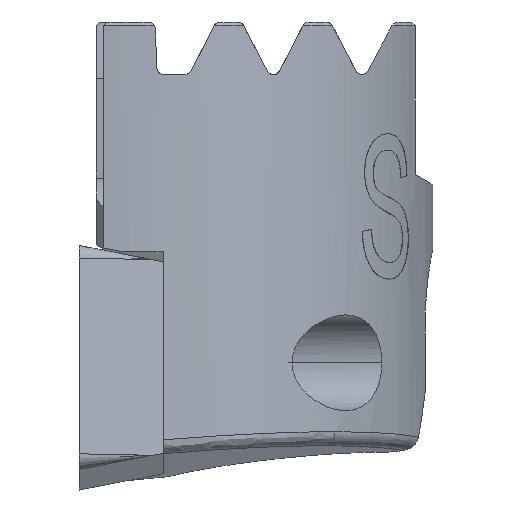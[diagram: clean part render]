
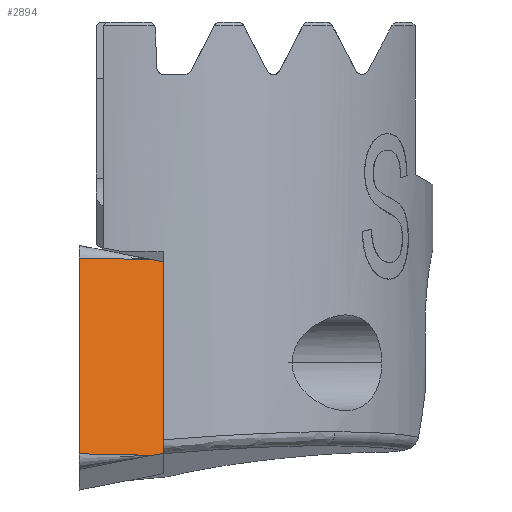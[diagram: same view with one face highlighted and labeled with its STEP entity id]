
A CAD part, left-side view. The second image highlights one B-rep face of the part: STEP entity #2894.
In plain terms, the highlighted planar face has unit normal (-0.976, -0.191, 0.103).
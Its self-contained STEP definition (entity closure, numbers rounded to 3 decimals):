
#1288=EDGE_CURVE('NONE',#1886,#1762,#3563,.T.);
#1568=VERTEX_POINT('NONE',#3863);
#1708=EDGE_CURVE('NONE',#2442,#1568,#4015,.T.);
#1716=VERTEX_POINT('NONE',#4023);
#1762=VERTEX_POINT('NONE',#4074);
#1886=VERTEX_POINT('NONE',#4216);
#1968=EDGE_CURVE('NONE',#2442,#1886,#4303,.T.);
#2246=VERTEX_POINT('NONE',#4610);
#2442=VERTEX_POINT('NONE',#4825);
#2894=ADVANCED_FACE('NONE',(#5317),#5318,.T.);
#3180=EDGE_CURVE('NONE',#1716,#2246,#5628,.T.);
#3304=EDGE_CURVE('NONE',#1568,#1716,#5765,.T.);
#3400=EDGE_CURVE('NONE',#2246,#1762,#5876,.T.);
#3563=LINE('',#6384,#6385);
#3863=CARTESIAN_POINT('',(0.469,-1.98,1.036));
#4015=LINE('',#8021,#8022);
#4023=CARTESIAN_POINT('',(0.4,-1.658,0.98));
#4074=CARTESIAN_POINT('',(0.582,0.4,6.542));
#4216=CARTESIAN_POINT('',(0.98,-1.658,6.5));
#4303=LINE('',#8655,#8656);
#4610=CARTESIAN_POINT('',(0.002,0.4,1.022));
#4825=CARTESIAN_POINT('',(1.036,-1.98,6.431));
#5317=FACE_OUTER_BOUND('',#11904,.T.);
#5318=PLANE('',#11905);
#5628=LINE('',#12707,#12708);
#5765=LINE('',#13096,#13097);
#5876=LINE('',#13431,#13432);
#6384=CARTESIAN_POINT('',(0.582,0.4,6.542));
#6385=VECTOR('',#13589,1000.0);
#8021=CARTESIAN_POINT('',(0.462,-1.98,0.974));
#8022=VECTOR('',#13971,1000.0);
#8655=CARTESIAN_POINT('',(0.81,-0.675,6.71));
#8656=VECTOR('',#14329,1000.0);
#11904=EDGE_LOOP('',(#15377,#15378,#15379,#15380,#15381,#15382));
#11905=AXIS2_PLACEMENT_3D('',#15383,#15384,#15385);
#12707=CARTESIAN_POINT('',(0.002,0.4,1.022));
#12708=VECTOR('',#15704,1000.0);
#13096=CARTESIAN_POINT('',(-0.024,0.328,0.637));
#13097=VECTOR('',#15858,1000.0);
#13431=CARTESIAN_POINT('',(0.002,0.4,1.022));
#13432=VECTOR('',#16022,1000.0);
#13589=DIRECTION('',(-0.19,0.982,0.02));
#13971=DIRECTION('',(-0.105,0.,-0.995));
#14329=DIRECTION('',(-0.167,0.964,0.206));
#15377=ORIENTED_EDGE('',*,*,#1708,.F.);
#15378=ORIENTED_EDGE('',*,*,#1968,.T.);
#15379=ORIENTED_EDGE('',*,*,#1288,.T.);
#15380=ORIENTED_EDGE('',*,*,#3400,.F.);
#15381=ORIENTED_EDGE('',*,*,#3180,.F.);
#15382=ORIENTED_EDGE('',*,*,#3304,.F.);
#15383=CARTESIAN_POINT('',(0.002,0.4,1.022));
#15384=DIRECTION('',(-0.976,-0.191,0.103));
#15385=DIRECTION('',(-0.19,0.982,0.02));
#15704=DIRECTION('',(-0.19,0.982,0.02));
#15858=DIRECTION('',(-0.206,0.964,-0.167));
#16022=DIRECTION('',(0.105,0.,0.995));
